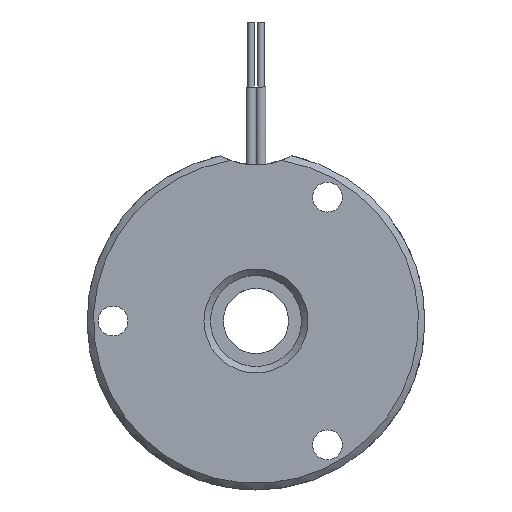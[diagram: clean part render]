
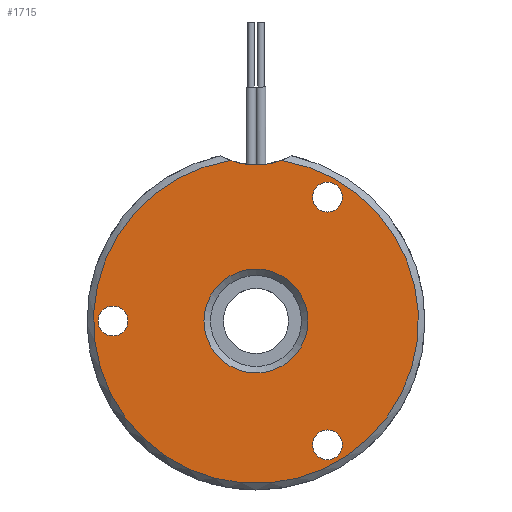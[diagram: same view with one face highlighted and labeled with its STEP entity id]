
A CAD part, left-side view. The second image highlights one B-rep face of the part: STEP entity #1715.
In plain terms, the highlighted planar face has unit normal (-1, 0, 0).
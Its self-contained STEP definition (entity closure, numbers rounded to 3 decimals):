
#78 = AXIS2_PLACEMENT_3D ( 'NONE', #3612, #122, #851 ) ;
#96 = EDGE_CURVE ( 'NONE', #3941, #1203, #1761, .T. ) ;
#107 = ORIENTED_EDGE ( 'NONE', *, *, #1534, .T. ) ;
#122 = DIRECTION ( 'NONE',  ( 1., 0., 0. ) ) ;
#165 = CARTESIAN_POINT ( 'NONE',  ( 0., -5.5, 8.376 ) ) ;
#226 = AXIS2_PLACEMENT_3D ( 'NONE', #3886, #3168, #1571 ) ;
#241 = CIRCLE ( 'NONE', #4078, 5.5 ) ;
#488 = EDGE_CURVE ( 'NONE', #1203, #3941, #241, .T. ) ;
#498 = EDGE_CURVE ( 'NONE', #1609, #1609, #2155, .T. ) ;
#571 = EDGE_LOOP ( 'NONE', ( #107 ) ) ;
#678 = CIRCLE ( 'NONE', #1796, 4. ) ;
#683 = DIRECTION ( 'NONE',  ( 1., 0., 0. ) ) ;
#715 = ORIENTED_EDGE ( 'NONE', *, *, #1647, .F. ) ;
#730 = EDGE_LOOP ( 'NONE', ( #1746 ) ) ;
#770 = ORIENTED_EDGE ( 'NONE', *, *, #498, .T. ) ;
#823 = AXIS2_PLACEMENT_3D ( 'NONE', #2145, #3499, #2852 ) ;
#851 = DIRECTION ( 'NONE',  ( 0., -0.866, 0.5 ) ) ;
#888 = CARTESIAN_POINT ( 'NONE',  ( 0., -4.504, -8.951 ) ) ;
#951 = CIRCLE ( 'NONE', #226, 1.15 ) ;
#965 = DIRECTION ( 'NONE',  ( -1., 0., 0. ) ) ;
#1006 = CARTESIAN_POINT ( 'NONE',  ( 0., 4., 0. ) ) ;
#1134 = DIRECTION ( 'NONE',  ( 1., 0., 0. ) ) ;
#1203 = VERTEX_POINT ( 'NONE', #3387 ) ;
#1280 = CARTESIAN_POINT ( 'NONE',  ( 0., 0., 4. ) ) ;
#1344 = DIRECTION ( 'NONE',  ( 0., 0., 1. ) ) ;
#1530 = EDGE_CURVE ( 'NONE', #2964, #2964, #951, .T. ) ;
#1534 = EDGE_CURVE ( 'NONE', #3207, #3207, #1862, .T. ) ;
#1571 = DIRECTION ( 'NONE',  ( 0., 0.866, 0.5 ) ) ;
#1609 = VERTEX_POINT ( 'NONE', #165 ) ;
#1636 = FACE_BOUND ( 'NONE', #730, .T. ) ;
#1647 = EDGE_CURVE ( 'NONE', #1861, #1861, #678, .T. ) ;
#1660 = CARTESIAN_POINT ( 'NONE',  ( 0., 0., 0. ) ) ;
#1715 = ADVANCED_FACE ( 'NONE', ( #2685, #1636, #4061, #1972, #4346 ), #3677, .F. ) ;
#1746 = ORIENTED_EDGE ( 'NONE', *, *, #1530, .T. ) ;
#1761 = CIRCLE ( 'NONE', #4100, 12.5 ) ;
#1770 = EDGE_LOOP ( 'NONE', ( #715 ) ) ;
#1796 = AXIS2_PLACEMENT_3D ( 'NONE', #2062, #3323, #1344 ) ;
#1861 = VERTEX_POINT ( 'NONE', #1280 ) ;
#1862 = CIRCLE ( 'NONE', #78, 1.15 ) ;
#1972 = FACE_BOUND ( 'NONE', #1770, .T. ) ;
#2062 = CARTESIAN_POINT ( 'NONE',  ( 0., 0., 0. ) ) ;
#2145 = CARTESIAN_POINT ( 'NONE',  ( 0., -5.5, 9.526 ) ) ;
#2155 = CIRCLE ( 'NONE', #823, 1.15 ) ;
#2283 = AXIS2_PLACEMENT_3D ( 'NONE', #1006, #683, #3372 ) ;
#2433 = EDGE_LOOP ( 'NONE', ( #770 ) ) ;
#2478 = CARTESIAN_POINT ( 'NONE',  ( 0., 0., 17.5 ) ) ;
#2685 = FACE_BOUND ( 'NONE', #571, .T. ) ;
#2852 = DIRECTION ( 'NONE',  ( 0., 0., -1. ) ) ;
#2964 = VERTEX_POINT ( 'NONE', #888 ) ;
#2983 = ORIENTED_EDGE ( 'NONE', *, *, #488, .T. ) ;
#3168 = DIRECTION ( 'NONE',  ( 1., 0., 0. ) ) ;
#3207 = VERTEX_POINT ( 'NONE', #4315 ) ;
#3251 = DIRECTION ( 'NONE',  ( 0., 0., 1. ) ) ;
#3314 = EDGE_LOOP ( 'NONE', ( #3432, #2983 ) ) ;
#3323 = DIRECTION ( 'NONE',  ( -1., 0., 0. ) ) ;
#3372 = DIRECTION ( 'NONE',  ( 0., 0., -1. ) ) ;
#3387 = CARTESIAN_POINT ( 'NONE',  ( 0., -1.931, 12.35 ) ) ;
#3432 = ORIENTED_EDGE ( 'NONE', *, *, #96, .T. ) ;
#3499 = DIRECTION ( 'NONE',  ( 1., 0., 0. ) ) ;
#3612 = CARTESIAN_POINT ( 'NONE',  ( 0., 11., 0. ) ) ;
#3677 = PLANE ( 'NONE',  #2283 ) ;
#3842 = DIRECTION ( 'NONE',  ( 0., 0., -1. ) ) ;
#3886 = CARTESIAN_POINT ( 'NONE',  ( 0., -5.5, -9.526 ) ) ;
#3941 = VERTEX_POINT ( 'NONE', #4106 ) ;
#4061 = FACE_BOUND ( 'NONE', #2433, .T. ) ;
#4078 = AXIS2_PLACEMENT_3D ( 'NONE', #2478, #1134, #3842 ) ;
#4100 = AXIS2_PLACEMENT_3D ( 'NONE', #1660, #965, #3251 ) ;
#4106 = CARTESIAN_POINT ( 'NONE',  ( 0., 1.931, 12.35 ) ) ;
#4315 = CARTESIAN_POINT ( 'NONE',  ( 0., 10.004, 0.575 ) ) ;
#4346 = FACE_OUTER_BOUND ( 'NONE', #3314, .T. ) ;
